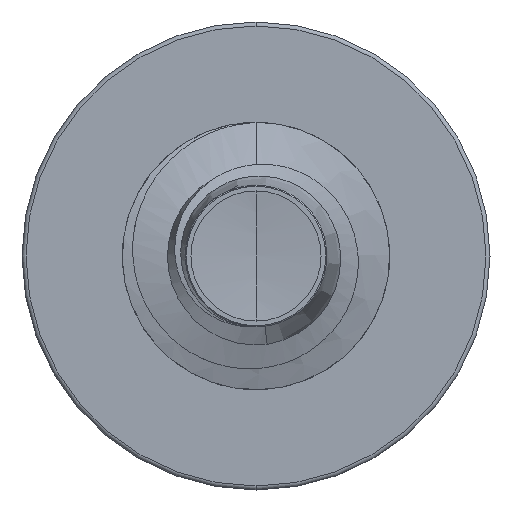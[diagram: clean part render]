
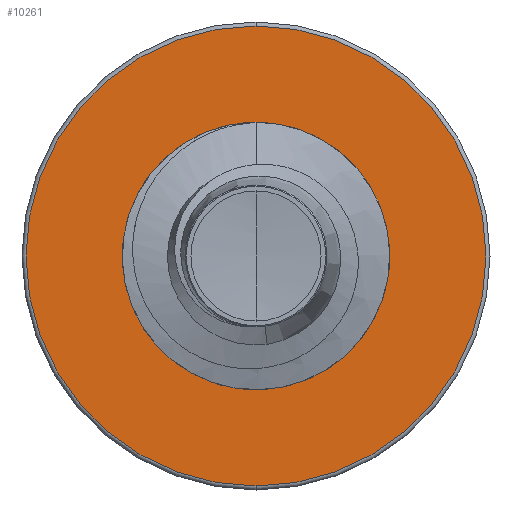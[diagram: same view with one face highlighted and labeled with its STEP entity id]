
A CAD part, front view. The second image highlights one B-rep face of the part: STEP entity #10261.
In plain terms, the highlighted planar face has unit normal (0, -1, 0).
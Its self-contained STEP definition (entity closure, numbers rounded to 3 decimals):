
#247 = CARTESIAN_POINT ( 'NONE',  ( 0., 11., 3.694 ) ) ;
#344 = PLANE ( 'NONE',  #1633 ) ;
#455 = CARTESIAN_POINT ( 'NONE',  ( 0., 11., 6.88 ) ) ;
#612 = VERTEX_POINT ( 'NONE', #247 ) ;
#866 = AXIS2_PLACEMENT_3D ( 'NONE', #3007, #9717, #4205 ) ;
#1633 = AXIS2_PLACEMENT_3D ( 'NONE', #10439, #11085, #6410 ) ;
#1759 = AXIS2_PLACEMENT_3D ( 'NONE', #9828, #4374, #10530 ) ;
#1802 = CIRCLE ( 'NONE', #6438, 6.88 ) ;
#1980 = EDGE_CURVE ( 'NONE', #612, #5329, #10431, .T. ) ;
#2090 = VERTEX_POINT ( 'NONE', #8275 ) ;
#2590 = DIRECTION ( 'NONE',  ( 0., 0., 1. ) ) ;
#2877 = ORIENTED_EDGE ( 'NONE', *, *, #11155, .F. ) ;
#2905 = EDGE_LOOP ( 'NONE', ( #3181, #3247 ) ) ;
#2924 = CIRCLE ( 'NONE', #866, 6.88 ) ;
#3007 = CARTESIAN_POINT ( 'NONE',  ( 0., 11., 0. ) ) ;
#3118 = ORIENTED_EDGE ( 'NONE', *, *, #10982, .F. ) ;
#3181 = ORIENTED_EDGE ( 'NONE', *, *, #1980, .T. ) ;
#3247 = ORIENTED_EDGE ( 'NONE', *, *, #10322, .T. ) ;
#3558 = CARTESIAN_POINT ( 'NONE',  ( 0., 11., 0. ) ) ;
#4205 = DIRECTION ( 'NONE',  ( 0., 0., 1. ) ) ;
#4374 = DIRECTION ( 'NONE',  ( 0., 1., 0. ) ) ;
#4537 = DIRECTION ( 'NONE',  ( 0., 1., 0. ) ) ;
#4702 = DIRECTION ( 'NONE',  ( 0., 0., 1. ) ) ;
#5329 = VERTEX_POINT ( 'NONE', #7959 ) ;
#5482 = EDGE_LOOP ( 'NONE', ( #2877, #3118 ) ) ;
#6166 = VERTEX_POINT ( 'NONE', #455 ) ;
#6410 = DIRECTION ( 'NONE',  ( 0., 0., 1. ) ) ;
#6422 = CARTESIAN_POINT ( 'NONE',  ( 0., 11., 0. ) ) ;
#6438 = AXIS2_PLACEMENT_3D ( 'NONE', #3558, #10049, #4702 ) ;
#7959 = CARTESIAN_POINT ( 'NONE',  ( 0., 11., -3.694 ) ) ;
#8275 = CARTESIAN_POINT ( 'NONE',  ( 0., 11., -6.88 ) ) ;
#9235 = AXIS2_PLACEMENT_3D ( 'NONE', #6422, #4537, #2590 ) ;
#9717 = DIRECTION ( 'NONE',  ( 0., 1., 0. ) ) ;
#9828 = CARTESIAN_POINT ( 'NONE',  ( 0., 11., 0. ) ) ;
#10049 = DIRECTION ( 'NONE',  ( 0., 1., 0. ) ) ;
#10261 = ADVANCED_FACE ( 'NONE', ( #11807, #11507 ), #344, .F. ) ;
#10322 = EDGE_CURVE ( 'NONE', #5329, #612, #10462, .T. ) ;
#10431 = CIRCLE ( 'NONE', #9235, 3.694 ) ;
#10439 = CARTESIAN_POINT ( 'NONE',  ( 0., 11., -3.694 ) ) ;
#10462 = CIRCLE ( 'NONE', #1759, 3.694 ) ;
#10530 = DIRECTION ( 'NONE',  ( 0., 0., 1. ) ) ;
#10982 = EDGE_CURVE ( 'NONE', #2090, #6166, #1802, .T. ) ;
#11085 = DIRECTION ( 'NONE',  ( 0., 1., 0. ) ) ;
#11155 = EDGE_CURVE ( 'NONE', #6166, #2090, #2924, .T. ) ;
#11507 = FACE_BOUND ( 'NONE', #2905, .T. ) ;
#11807 = FACE_OUTER_BOUND ( 'NONE', #5482, .T. ) ;
